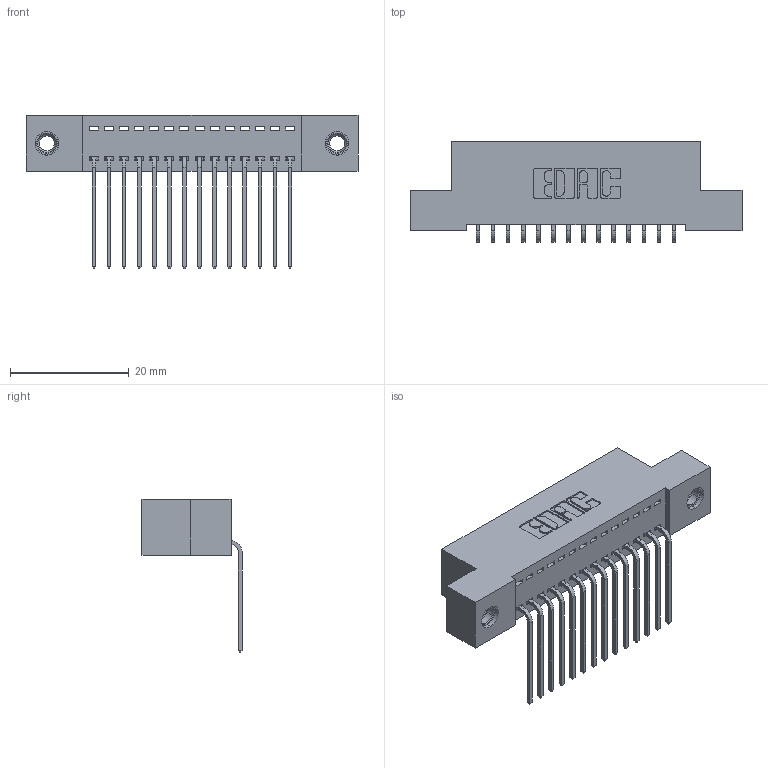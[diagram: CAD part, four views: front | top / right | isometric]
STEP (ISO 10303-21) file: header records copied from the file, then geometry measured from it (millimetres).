
FILE_DESCRIPTION (( 'STEP AP203' ), '1' );
FILE_NAME ('342-014-559-107.STEP', '2019-10-01T18:09:41', ( '' ), ( '' ), 'SwSTEP 2.0', 'SolidWorks 2016', '' );
FILE_SCHEMA (( 'CONFIG_CONTROL_DESIGN' ));
Length unit declared in the file: inch
Products named in the file (4): 342 Part_TI; 345-292-001_558 559 Tail - 1; 345-250-001_345-250-005-103; 342-014-559-107
Assembly tree (17 placements, depth 2):
  342-014-559-107
    342 Part_TI
    345-292-001_558 559 Tail - 1  x14
    345-250-001_345-250-005-103  x2
Bounding box: 55.88 x 16.83 x 25.78 mm (x, y, z)
Volume: 4830.4 mm3; surface area: 6867.5 mm2
Topology: 17 solids, 17 shells, 1010 faces, 2983 edges, 1962 vertices
Faces by surface type: plane 714, cylinder 280, cone 12, torus 4
Entity records: 13318 total; most frequent: CARTESIAN_POINT 2283, ORIENTED_EDGE 2226, DIRECTION 2015, EDGE_CURVE 1113, LINE 965, VECTOR 965, VERTEX_POINT 736, AXIS2_PLACEMENT_3D 525
